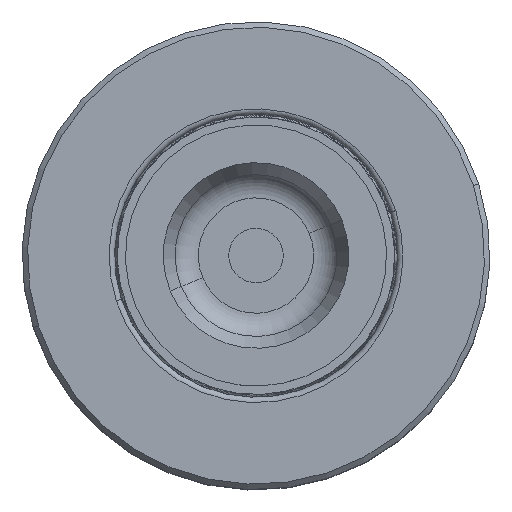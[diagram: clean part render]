
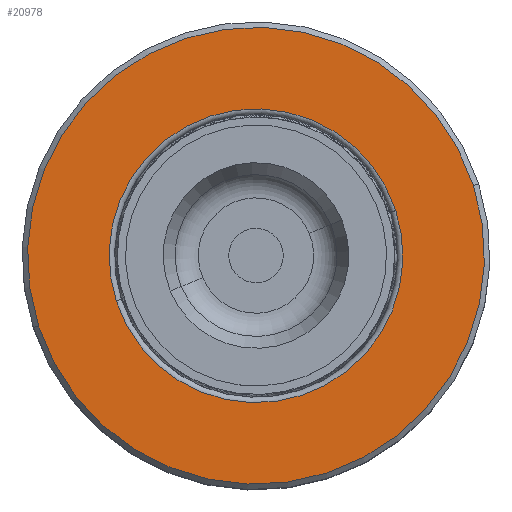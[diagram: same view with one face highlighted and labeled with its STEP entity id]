
A CAD part, top view. The second image highlights one B-rep face of the part: STEP entity #20978.
In plain terms, the highlighted face is planar.
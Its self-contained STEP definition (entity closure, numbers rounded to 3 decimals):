
#628 = DIRECTION ( 'NONE',  ( 0., 0., -1. ) ) ;
#685 = CIRCLE ( 'NONE', #3534, 21. ) ;
#837 = CARTESIAN_POINT ( 'NONE',  ( 0., 15.687, 0. ) ) ;
#3239 = CARTESIAN_POINT ( 'NONE',  ( 0., 15.687, 0. ) ) ;
#3534 = AXIS2_PLACEMENT_3D ( 'NONE', #15621, #19112, #628 ) ;
#6366 = VERTEX_POINT ( 'NONE', #34384 ) ;
#6925 = FACE_OUTER_BOUND ( 'NONE', #35220, .T. ) ;
#7425 = VERTEX_POINT ( 'NONE', #38857 ) ;
#9789 = CIRCLE ( 'NONE', #39470, 13.5 ) ;
#11284 = FACE_BOUND ( 'NONE', #21807, .T. ) ;
#12295 = CIRCLE ( 'NONE', #36679, 13.5 ) ;
#13071 = VERTEX_POINT ( 'NONE', #23568 ) ;
#13484 = DIRECTION ( 'NONE',  ( 0., 0., -1. ) ) ;
#14196 = ORIENTED_EDGE ( 'NONE', *, *, #19909, .T. ) ;
#15621 = CARTESIAN_POINT ( 'NONE',  ( 0., 15.687, 0. ) ) ;
#18441 = EDGE_CURVE ( 'NONE', #19379, #13071, #685, .T. ) ;
#18805 = DIRECTION ( 'NONE',  ( 0., 0., -1. ) ) ;
#19099 = EDGE_CURVE ( 'NONE', #13071, #19379, #24383, .T. ) ;
#19112 = DIRECTION ( 'NONE',  ( 0., -1., 0. ) ) ;
#19181 = CARTESIAN_POINT ( 'NONE',  ( 0., 15.687, -21. ) ) ;
#19379 = VERTEX_POINT ( 'NONE', #19181 ) ;
#19909 = EDGE_CURVE ( 'NONE', #7425, #6366, #12295, .T. ) ;
#20978 = ADVANCED_FACE ( 'NONE', ( #11284, #6925 ), #33416, .T. ) ;
#21626 = ORIENTED_EDGE ( 'NONE', *, *, #18441, .F. ) ;
#21807 = EDGE_LOOP ( 'NONE', ( #30011, #14196 ) ) ;
#22175 = DIRECTION ( 'NONE',  ( 0., 1., 0. ) ) ;
#23568 = CARTESIAN_POINT ( 'NONE',  ( 0., 15.687, 21. ) ) ;
#24244 = AXIS2_PLACEMENT_3D ( 'NONE', #31490, #34866, #13484 ) ;
#24383 = CIRCLE ( 'NONE', #24244, 21. ) ;
#27176 = EDGE_CURVE ( 'NONE', #6366, #7425, #9789, .T. ) ;
#27873 = DIRECTION ( 'NONE',  ( 0., 0., 1. ) ) ;
#28168 = AXIS2_PLACEMENT_3D ( 'NONE', #30455, #22175, #27873 ) ;
#30011 = ORIENTED_EDGE ( 'NONE', *, *, #27176, .T. ) ;
#30455 = CARTESIAN_POINT ( 'NONE',  ( 21., 15.687, 0. ) ) ;
#30678 = DIRECTION ( 'NONE',  ( 0., 0., -1. ) ) ;
#31217 = DIRECTION ( 'NONE',  ( 0., -1., 0. ) ) ;
#31490 = CARTESIAN_POINT ( 'NONE',  ( 0., 15.687, 0. ) ) ;
#33416 = PLANE ( 'NONE',  #28168 ) ;
#34384 = CARTESIAN_POINT ( 'NONE',  ( 0., 15.687, -13.5 ) ) ;
#34866 = DIRECTION ( 'NONE',  ( 0., -1., 0. ) ) ;
#35220 = EDGE_LOOP ( 'NONE', ( #21626, #36178 ) ) ;
#36178 = ORIENTED_EDGE ( 'NONE', *, *, #19099, .F. ) ;
#36679 = AXIS2_PLACEMENT_3D ( 'NONE', #3239, #31217, #30678 ) ;
#37736 = DIRECTION ( 'NONE',  ( 0., -1., 0. ) ) ;
#38857 = CARTESIAN_POINT ( 'NONE',  ( 0., 15.687, 13.5 ) ) ;
#39470 = AXIS2_PLACEMENT_3D ( 'NONE', #837, #37736, #18805 ) ;
